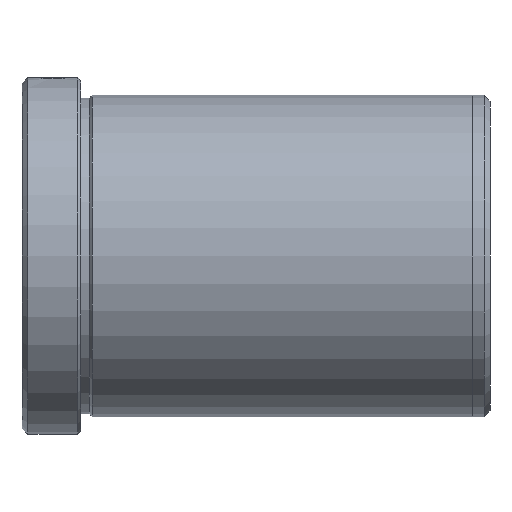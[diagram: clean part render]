
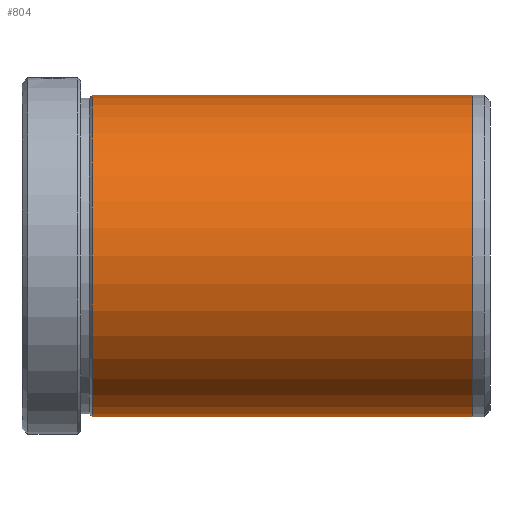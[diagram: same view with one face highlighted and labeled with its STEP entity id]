
A CAD part, left-side view. The second image highlights one B-rep face of the part: STEP entity #804.
In plain terms, the highlighted cylindrical face has radius 27.5 mm (diameter 55 mm), a partial arc.
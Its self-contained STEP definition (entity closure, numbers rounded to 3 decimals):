
#30 = ORIENTED_EDGE ( 'NONE', *, *, #1691, .F. ) ;
#67 = CIRCLE ( 'NONE', #135, 27.5 ) ;
#99 = EDGE_CURVE ( 'NONE', #688, #124, #1612, .T. ) ;
#124 = VERTEX_POINT ( 'NONE', #1368 ) ;
#135 = AXIS2_PLACEMENT_3D ( 'NONE', #725, #1673, #855 ) ;
#148 = ORIENTED_EDGE ( 'NONE', *, *, #227, .F. ) ;
#178 = VECTOR ( 'NONE', #302, 1000. ) ;
#189 = CARTESIAN_POINT ( 'NONE',  ( 0., 0., 0. ) ) ;
#227 = EDGE_CURVE ( 'NONE', #1438, #1579, #1436, .T. ) ;
#284 = CARTESIAN_POINT ( 'NONE',  ( 0., -77., 27.5 ) ) ;
#302 = DIRECTION ( 'NONE',  ( 0., 1., 0. ) ) ;
#327 = CARTESIAN_POINT ( 'NONE',  ( 0., 0., 27.5 ) ) ;
#373 = VECTOR ( 'NONE', #1252, 1000. ) ;
#480 = EDGE_CURVE ( 'NONE', #1579, #124, #67, .T. ) ;
#688 = VERTEX_POINT ( 'NONE', #284 ) ;
#725 = CARTESIAN_POINT ( 'NONE',  ( 0., -12., 0. ) ) ;
#741 = DIRECTION ( 'NONE',  ( 0., -1., 0. ) ) ;
#804 = ADVANCED_FACE ( 'NONE', ( #915 ), #1180, .T. ) ;
#809 = AXIS2_PLACEMENT_3D ( 'NONE', #189, #865, #979 ) ;
#845 = CARTESIAN_POINT ( 'NONE',  ( 0., -12., -27.5 ) ) ;
#855 = DIRECTION ( 'NONE',  ( 0., 0., 1. ) ) ;
#865 = DIRECTION ( 'NONE',  ( 0., 1., 0. ) ) ;
#915 = FACE_OUTER_BOUND ( 'NONE', #1272, .T. ) ;
#979 = DIRECTION ( 'NONE',  ( 0., 0., 1. ) ) ;
#991 = ORIENTED_EDGE ( 'NONE', *, *, #99, .T. ) ;
#1029 = ORIENTED_EDGE ( 'NONE', *, *, #480, .F. ) ;
#1104 = CARTESIAN_POINT ( 'NONE',  ( 0., 0., -27.5 ) ) ;
#1159 = AXIS2_PLACEMENT_3D ( 'NONE', #1542, #741, #1684 ) ;
#1180 = CYLINDRICAL_SURFACE ( 'NONE', #809, 27.5 ) ;
#1252 = DIRECTION ( 'NONE',  ( 0., 1., 0. ) ) ;
#1272 = EDGE_LOOP ( 'NONE', ( #148, #30, #991, #1029 ) ) ;
#1368 = CARTESIAN_POINT ( 'NONE',  ( 0., -12., 27.5 ) ) ;
#1436 = LINE ( 'NONE', #1104, #373 ) ;
#1438 = VERTEX_POINT ( 'NONE', #1661 ) ;
#1542 = CARTESIAN_POINT ( 'NONE',  ( 0., -77., 0. ) ) ;
#1579 = VERTEX_POINT ( 'NONE', #845 ) ;
#1612 = LINE ( 'NONE', #327, #178 ) ;
#1661 = CARTESIAN_POINT ( 'NONE',  ( 0., -77., -27.5 ) ) ;
#1673 = DIRECTION ( 'NONE',  ( 0., 1., 0. ) ) ;
#1684 = DIRECTION ( 'NONE',  ( 0., 0., -1. ) ) ;
#1691 = EDGE_CURVE ( 'NONE', #688, #1438, #1774, .T. ) ;
#1774 = CIRCLE ( 'NONE', #1159, 27.5 ) ;
